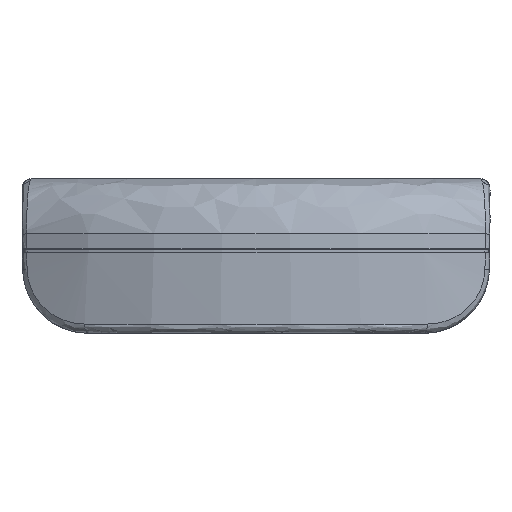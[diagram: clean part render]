
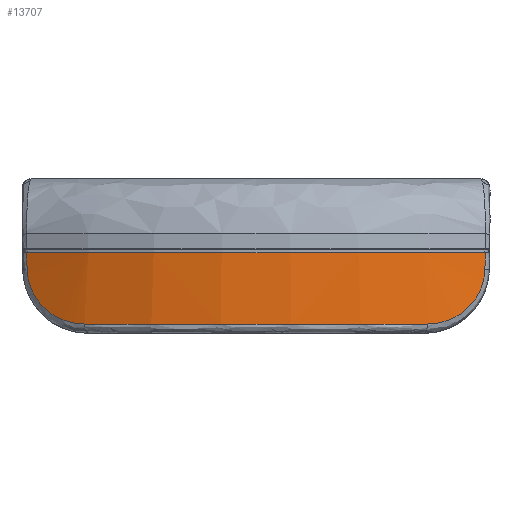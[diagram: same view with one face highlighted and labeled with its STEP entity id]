
A CAD part, front view. The second image highlights one B-rep face of the part: STEP entity #13707.
In plain terms, the highlighted conical face has half-angle 1 degrees and reference radius 47.36 mm.
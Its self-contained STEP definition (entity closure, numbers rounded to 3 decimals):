
#619 = B_SPLINE_CURVE_WITH_KNOTS ( 'NONE', 3,
 ( #19468, #21833, #7851, #24212, #10185, #26566, #12559, #28898, #14872, #906, #17220, #3244 ),
 .UNSPECIFIED., .F., .F.,
 ( 4, 2, 2, 2, 2, 4 ),
 ( 0., 0.125, 0.25, 0.5, 0.75, 1. ),
 .UNSPECIFIED. ) ;
#906 = CARTESIAN_POINT ( 'NONE',  ( 19.857, -64.456, 1.124 ) ) ;
#2119 = CARTESIAN_POINT ( 'NONE',  ( -21.277, -63.782, 1.669 ) ) ;
#2180 = CARTESIAN_POINT ( 'NONE',  ( -24.505, -62.133, 8.6 ) ) ;
#2667 = CONICAL_SURFACE ( 'NONE', #9028, 47.36, 0.017 ) ;
#3244 = CARTESIAN_POINT ( 'NONE',  ( 18.329, -65.12, 0.983 ) ) ;
#3481 = CARTESIAN_POINT ( 'NONE',  ( 24.488, -62.131, 8.005 ) ) ;
#3550 = VERTEX_POINT ( 'NONE', #7807 ) ;
#4022 = CARTESIAN_POINT ( 'NONE',  ( -18.329, -65.12, 0.983 ) ) ;
#4385 = ORIENTED_EDGE ( 'NONE', *, *, #27107, .F. ) ;
#4481 = CARTESIAN_POINT ( 'NONE',  ( -23.077, -62.855, 3.113 ) ) ;
#5182 = B_SPLINE_CURVE_WITH_KNOTS ( 'NONE', 3,
 ( #18399, #13849, #16164, #2180 ),
 .UNSPECIFIED., .F., .F.,
 ( 4, 4 ),
 ( 0., 1. ),
 .UNSPECIFIED. ) ;
#6027 = CARTESIAN_POINT ( 'NONE',  ( -24.455, -62.127, 6.816 ) ) ;
#6826 = CARTESIAN_POINT ( 'NONE',  ( -24.065, -62.319, 4.834 ) ) ;
#7807 = CARTESIAN_POINT ( 'NONE',  ( 24.505, -62.133, 8.6 ) ) ;
#7851 = CARTESIAN_POINT ( 'NONE',  ( 24.389, -62.15, 6.003 ) ) ;
#8172 = CARTESIAN_POINT ( 'NONE',  ( 24.455, -62.127, 6.816 ) ) ;
#9028 = AXIS2_PLACEMENT_3D ( 'NONE', #21079, #9465, #25858 ) ;
#9143 = VERTEX_POINT ( 'NONE', #27160 ) ;
#9172 = CARTESIAN_POINT ( 'NONE',  ( -24.389, -62.15, 6.003 ) ) ;
#9465 = DIRECTION ( 'NONE',  ( 0., 0., 1. ) ) ;
#9587 = CIRCLE ( 'NONE', #19008, 47.493 ) ;
#10185 = CARTESIAN_POINT ( 'NONE',  ( 24.065, -62.319, 4.834 ) ) ;
#10580 = CARTESIAN_POINT ( 'NONE',  ( 0., -21.45, 8.6 ) ) ;
#10600 = CARTESIAN_POINT ( 'NONE',  ( 0., -21.45, 0.983 ) ) ;
#10924 = CARTESIAN_POINT ( 'NONE',  ( 24.455, -62.127, 6.816 ) ) ;
#11437 = CARTESIAN_POINT ( 'NONE',  ( -18.329, -65.12, 0.983 ) ) ;
#11519 = CARTESIAN_POINT ( 'NONE',  ( -24.455, -62.127, 6.816 ) ) ;
#12559 = CARTESIAN_POINT ( 'NONE',  ( 23.077, -62.855, 3.113 ) ) ;
#12690 = VERTEX_POINT ( 'NONE', #4022 ) ;
#12886 = B_SPLINE_CURVE_WITH_KNOTS ( 'NONE', 3,
 ( #11437, #25444, #16096, #2119, #18436, #4481, #20790, #6826, #23183, #9172, #25546, #11519 ),
 .UNSPECIFIED., .F., .F.,
 ( 4, 2, 2, 2, 2, 4 ),
 ( 0., 0.25, 0.5, 0.75, 0.875, 1. ),
 .UNSPECIFIED. ) ;
#12942 = DIRECTION ( 'NONE',  ( 1., 0., 0. ) ) ;
#12962 = DIRECTION ( 'NONE',  ( -1., 0., 0. ) ) ;
#13454 = EDGE_CURVE ( 'NONE', #29657, #27954, #619, .T. ) ;
#13707 = ADVANCED_FACE ( 'NONE', ( #19086 ), #2667, .T. ) ;
#13849 = CARTESIAN_POINT ( 'NONE',  ( -24.471, -62.129, 7.411 ) ) ;
#14872 = CARTESIAN_POINT ( 'NONE',  ( 21.277, -63.782, 1.669 ) ) ;
#15215 = EDGE_CURVE ( 'NONE', #27954, #12690, #20595, .T. ) ;
#16056 = ORIENTED_EDGE ( 'NONE', *, *, #15215, .F. ) ;
#16085 = ORIENTED_EDGE ( 'NONE', *, *, #18259, .F. ) ;
#16096 = CARTESIAN_POINT ( 'NONE',  ( -19.857, -64.456, 1.124 ) ) ;
#16164 = CARTESIAN_POINT ( 'NONE',  ( -24.488, -62.131, 8.005 ) ) ;
#17220 = CARTESIAN_POINT ( 'NONE',  ( 19.096, -64.797, 0.983 ) ) ;
#18259 = EDGE_CURVE ( 'NONE', #9143, #3550, #9587, .T. ) ;
#18399 = CARTESIAN_POINT ( 'NONE',  ( -24.455, -62.127, 6.816 ) ) ;
#18436 = CARTESIAN_POINT ( 'NONE',  ( -21.937, -63.449, 2.073 ) ) ;
#19008 = AXIS2_PLACEMENT_3D ( 'NONE', #10580, #26941, #12942 ) ;
#19086 = FACE_OUTER_BOUND ( 'NONE', #24406, .T. ) ;
#19468 = CARTESIAN_POINT ( 'NONE',  ( 24.455, -62.127, 6.816 ) ) ;
#19759 = B_SPLINE_CURVE_WITH_KNOTS ( 'NONE', 3,
 ( #19804, #3481, #22166, #8172 ),
 .UNSPECIFIED., .F., .F.,
 ( 4, 4 ),
 ( 0., 1. ),
 .UNSPECIFIED. ) ;
#19804 = CARTESIAN_POINT ( 'NONE',  ( 24.505, -62.133, 8.6 ) ) ;
#20209 = VERTEX_POINT ( 'NONE', #6027 ) ;
#20595 = CIRCLE ( 'NONE', #28398, 47.36 ) ;
#20790 = CARTESIAN_POINT ( 'NONE',  ( -23.556, -62.594, 3.751 ) ) ;
#20810 = ORIENTED_EDGE ( 'NONE', *, *, #13454, .F. ) ;
#21079 = CARTESIAN_POINT ( 'NONE',  ( 0., -21.45, 0.983 ) ) ;
#21833 = CARTESIAN_POINT ( 'NONE',  ( 24.443, -62.126, 6.409 ) ) ;
#22166 = CARTESIAN_POINT ( 'NONE',  ( 24.471, -62.129, 7.411 ) ) ;
#23183 = CARTESIAN_POINT ( 'NONE',  ( -24.2, -62.246, 5.216 ) ) ;
#24212 = CARTESIAN_POINT ( 'NONE',  ( 24.2, -62.246, 5.216 ) ) ;
#24406 = EDGE_LOOP ( 'NONE', ( #16056, #20810, #28007, #16085, #4385, #25695 ) ) ;
#25444 = CARTESIAN_POINT ( 'NONE',  ( -19.096, -64.797, 0.983 ) ) ;
#25546 = CARTESIAN_POINT ( 'NONE',  ( -24.443, -62.126, 6.409 ) ) ;
#25695 = ORIENTED_EDGE ( 'NONE', *, *, #26516, .F. ) ;
#25858 = DIRECTION ( 'NONE',  ( 1., 0., 0. ) ) ;
#26516 = EDGE_CURVE ( 'NONE', #12690, #20209, #12886, .T. ) ;
#26566 = CARTESIAN_POINT ( 'NONE',  ( 23.556, -62.594, 3.751 ) ) ;
#26941 = DIRECTION ( 'NONE',  ( 0., 0., 1. ) ) ;
#26961 = DIRECTION ( 'NONE',  ( 0., 0., -1. ) ) ;
#27107 = EDGE_CURVE ( 'NONE', #20209, #9143, #5182, .T. ) ;
#27109 = CARTESIAN_POINT ( 'NONE',  ( 18.329, -65.12, 0.983 ) ) ;
#27160 = CARTESIAN_POINT ( 'NONE',  ( -24.505, -62.133, 8.6 ) ) ;
#27954 = VERTEX_POINT ( 'NONE', #27109 ) ;
#28007 = ORIENTED_EDGE ( 'NONE', *, *, #28660, .F. ) ;
#28398 = AXIS2_PLACEMENT_3D ( 'NONE', #10600, #26961, #12962 ) ;
#28660 = EDGE_CURVE ( 'NONE', #3550, #29657, #19759, .T. ) ;
#28898 = CARTESIAN_POINT ( 'NONE',  ( 21.937, -63.449, 2.073 ) ) ;
#29657 = VERTEX_POINT ( 'NONE', #10924 ) ;
